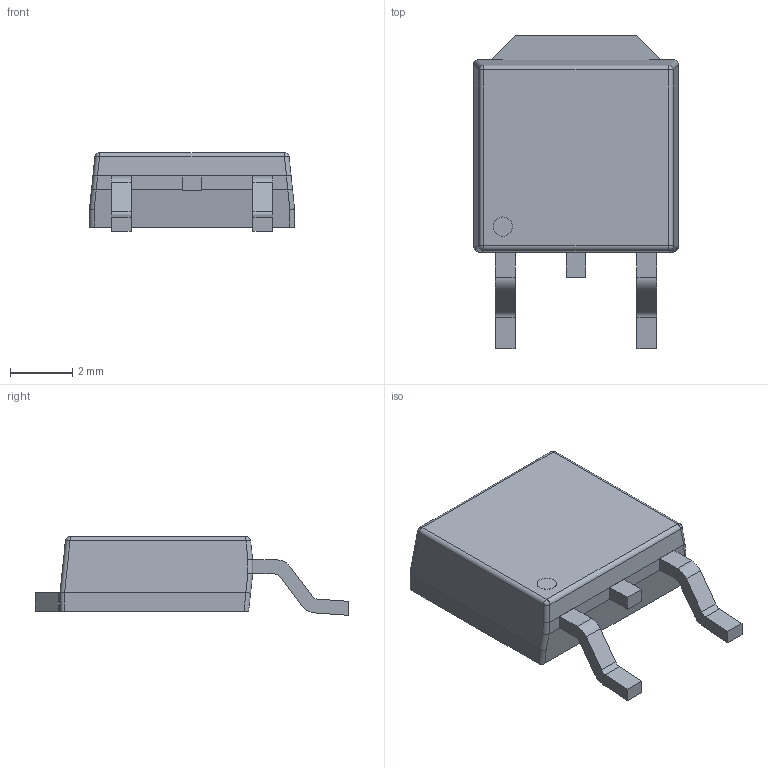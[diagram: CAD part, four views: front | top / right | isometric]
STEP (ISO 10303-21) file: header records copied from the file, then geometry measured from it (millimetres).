
FILE_DESCRIPTION (( 'STEP AP214' ), '1' );
FILE_NAME ('LD29150DT50R.STEP', '2023-02-19T04:24:31', ( '' ), ( '' ), 'SwSTEP 2.0', 'SolidWorks 2022', '' );
FILE_SCHEMA (( 'AUTOMOTIVE_DESIGN' ));
Length unit declared in the file: millimetre
Products named in the file (1): LD29150DT50R
Bounding box: 6.6 x 10.1 x 2.53 mm (x, y, z)
Volume: 98.8 mm3; surface area: 221 mm2
Topology: 6 solids, 6 shells, 90 faces, 217 edges, 140 vertices
Faces by surface type: plane 57, cylinder 29, sphere 4
Entity records: 3196 total; most frequent: CARTESIAN_POINT 508, ORIENTED_EDGE 434, DIRECTION 419, EDGE_CURVE 217, LINE 157, VECTOR 157, VERTEX_POINT 140, AXIS2_PLACEMENT_3D 131
